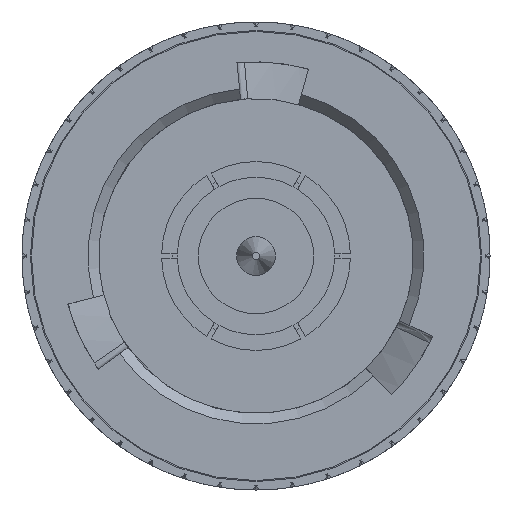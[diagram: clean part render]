
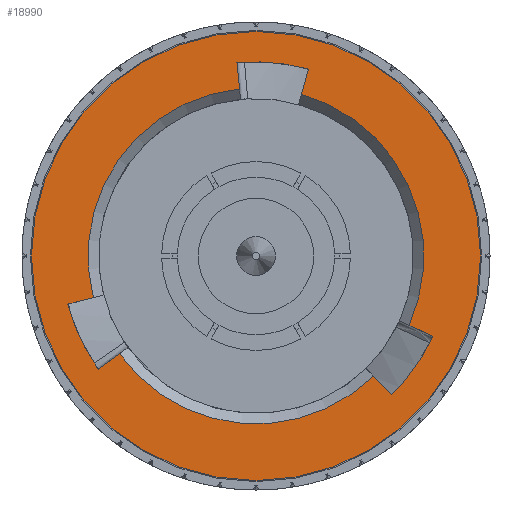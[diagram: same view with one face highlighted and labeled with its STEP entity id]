
A CAD part, left-side view. The second image highlights one B-rep face of the part: STEP entity #18990.
In plain terms, the highlighted planar face has unit normal (-1, 0, 0).
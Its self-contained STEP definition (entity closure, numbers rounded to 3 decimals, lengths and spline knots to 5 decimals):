
#2354 = VECTOR ( 'NONE', #114358, 39.37008 ) ;
#2649 = LINE ( 'NONE', #63588, #53338 ) ;
#5055 = CARTESIAN_POINT ( 'NONE',  ( 0., -0.04049, 0.14443 ) ) ;
#5256 = ORIENTED_EDGE ( 'NONE', *, *, #16648, .F. ) ;
#9122 = DIRECTION ( 'NONE',  ( -1., 0., 0. ) ) ;
#15137 = DIRECTION ( 'NONE',  ( 0., 0., -1. ) ) ;
#15366 = VERTEX_POINT ( 'NONE', #143589 ) ;
#15465 = VECTOR ( 'NONE', #133172, 39.37008 ) ;
#16648 = EDGE_CURVE ( 'NONE', #68309, #77351, #116435, .T. ) ;
#18990 = ADVANCED_FACE ( 'NONE', ( #107166, #46309 ), #128854, .F. ) ;
#19989 = DIRECTION ( 'NONE',  ( 1., 0., 0. ) ) ;
#20701 = CIRCLE ( 'NONE', #118064, 0.16 ) ;
#21043 = VECTOR ( 'NONE', #132319, 39.37008 ) ;
#22653 = ORIENTED_EDGE ( 'NONE', *, *, #117589, .T. ) ;
#23646 = CARTESIAN_POINT ( 'NONE',  ( 0., -0.14575, -0.06602 ) ) ;
#29526 = CARTESIAN_POINT ( 'NONE',  ( 0., 0., 0. ) ) ;
#30980 = VERTEX_POINT ( 'NONE', #51162 ) ;
#31534 = EDGE_CURVE ( 'NONE', #143714, #30980, #2649, .T. ) ;
#34787 = VERTEX_POINT ( 'NONE', #47606 ) ;
#35611 = EDGE_CURVE ( 'NONE', #145776, #143714, #43207, .T. ) ;
#35940 = EDGE_LOOP ( 'NONE', ( #5256, #93685, #79372, #71575, #82942, #154711, #123715, #122148, #113769, #132568, #67548, #38009 ) ) ;
#36271 = VERTEX_POINT ( 'NONE', #23646 ) ;
#37974 = VECTOR ( 'NONE', #43499, 39.37008 ) ;
#38009 = ORIENTED_EDGE ( 'NONE', *, *, #149962, .F. ) ;
#39515 = DIRECTION ( 'NONE',  ( 0., 0., -1. ) ) ;
#41344 = DIRECTION ( 'NONE',  ( -1., 0., 0. ) ) ;
#43207 = CIRCLE ( 'NONE', #132789, 0.185 ) ;
#43499 = DIRECTION ( 'NONE',  ( 0., -0.27, 0.963 ) ) ;
#43746 = CARTESIAN_POINT ( 'NONE',  ( 0., 0., 0. ) ) ;
#43908 = DIRECTION ( 'NONE',  ( 0., 1., 0. ) ) ;
#46309 = FACE_OUTER_BOUND ( 'NONE', #61501, .T. ) ;
#46597 = VECTOR ( 'NONE', #69689, 39.37008 ) ;
#47224 = CARTESIAN_POINT ( 'NONE',  ( 0., 0.12192, -0.08738 ) ) ;
#47604 = CARTESIAN_POINT ( 'NONE',  ( 0., -0.04994, 0.17813 ) ) ;
#47606 = CARTESIAN_POINT ( 'NONE',  ( 0., 0., 0.214 ) ) ;
#48858 = EDGE_CURVE ( 'NONE', #15366, #145776, #114850, .T. ) ;
#49814 = CARTESIAN_POINT ( 'NONE',  ( 0., 0.13005, -0.09321 ) ) ;
#51162 = CARTESIAN_POINT ( 'NONE',  ( 0., 0.0157, 0.15923 ) ) ;
#53338 = VECTOR ( 'NONE', #148518, 39.37008 ) ;
#53804 = EDGE_CURVE ( 'NONE', #73805, #86439, #68605, .T. ) ;
#54389 = DIRECTION ( 'NONE',  ( 1., 0., 0. ) ) ;
#55310 = DIRECTION ( 'NONE',  ( 0., 0., -1. ) ) ;
#59484 = CARTESIAN_POINT ( 'NONE',  ( 0., -0.10484, -0.10728 ) ) ;
#61501 = EDGE_LOOP ( 'NONE', ( #22653 ) ) ;
#61888 = CARTESIAN_POINT ( 'NONE',  ( 0., -0.11183, -0.11443 ) ) ;
#63588 = CARTESIAN_POINT ( 'NONE',  ( 0., 0.01472, 0.14928 ) ) ;
#64358 = CARTESIAN_POINT ( 'NONE',  ( 0., 0., 0. ) ) ;
#66197 = EDGE_CURVE ( 'NONE', #152291, #73805, #102296, .T. ) ;
#67006 = DIRECTION ( 'NONE',  ( -1., 0., 0. ) ) ;
#67548 = ORIENTED_EDGE ( 'NONE', *, *, #146757, .T. ) ;
#67789 = DIRECTION ( 'NONE',  ( 0., 0.5, 0.866 ) ) ;
#68309 = VERTEX_POINT ( 'NONE', #74843 ) ;
#68605 = CIRCLE ( 'NONE', #78898, 0.185 ) ;
#69689 = DIRECTION ( 'NONE',  ( 0., -0.813, 0.583 ) ) ;
#71575 = ORIENTED_EDGE ( 'NONE', *, *, #151074, .F. ) ;
#73805 = VERTEX_POINT ( 'NONE', #76331 ) ;
#74843 = CARTESIAN_POINT ( 'NONE',  ( 0., -0.1293, -0.13231 ) ) ;
#75582 = DIRECTION ( 'NONE',  ( 1., 0., 0. ) ) ;
#76331 = CARTESIAN_POINT ( 'NONE',  ( 0., 0.17924, -0.04582 ) ) ;
#77351 = VERTEX_POINT ( 'NONE', #138293 ) ;
#78898 = AXIS2_PLACEMENT_3D ( 'NONE', #154969, #9122, #155769 ) ;
#79372 = ORIENTED_EDGE ( 'NONE', *, *, #130324, .T. ) ;
#82942 = ORIENTED_EDGE ( 'NONE', *, *, #53804, .F. ) ;
#84724 = DIRECTION ( 'NONE',  ( 0., 0.5, -0.866 ) ) ;
#86439 = VERTEX_POINT ( 'NONE', #103660 ) ;
#92070 = CIRCLE ( 'NONE', #115212, 0.214 ) ;
#92748 = AXIS2_PLACEMENT_3D ( 'NONE', #64358, #75582, #39515 ) ;
#92898 = LINE ( 'NONE', #47224, #46597 ) ;
#92901 = CARTESIAN_POINT ( 'NONE',  ( 0., 0., 0. ) ) ;
#93685 = ORIENTED_EDGE ( 'NONE', *, *, #122897, .F. ) ;
#94468 = CARTESIAN_POINT ( 'NONE',  ( 0., 0.15502, -0.03963 ) ) ;
#95501 = LINE ( 'NONE', #59484, #15465 ) ;
#97912 = CIRCLE ( 'NONE', #92748, 0.16 ) ;
#102296 = LINE ( 'NONE', #126390, #2354 ) ;
#103660 = CARTESIAN_POINT ( 'NONE',  ( 0., 0.15037, -0.10777 ) ) ;
#104557 = DIRECTION ( 'NONE',  ( 0., 0., 1. ) ) ;
#107166 = FACE_BOUND ( 'NONE', #35940, .T. ) ;
#113522 = CARTESIAN_POINT ( 'NONE',  ( 0., 0.01815, 0.18411 ) ) ;
#113769 = ORIENTED_EDGE ( 'NONE', *, *, #35611, .F. ) ;
#114358 = DIRECTION ( 'NONE',  ( 0., 0.969, -0.248 ) ) ;
#114850 = LINE ( 'NONE', #5055, #37974 ) ;
#115212 = AXIS2_PLACEMENT_3D ( 'NONE', #135137, #41344, #104557 ) ;
#116435 = CIRCLE ( 'NONE', #126647, 0.185 ) ;
#117057 = VERTEX_POINT ( 'NONE', #49814 ) ;
#117589 = EDGE_CURVE ( 'NONE', #34787, #34787, #92070, .T. ) ;
#118064 = AXIS2_PLACEMENT_3D ( 'NONE', #29526, #54389, #15137 ) ;
#122148 = ORIENTED_EDGE ( 'NONE', *, *, #31534, .F. ) ;
#122396 = CARTESIAN_POINT ( 'NONE',  ( 0., 0., 0. ) ) ;
#122897 = EDGE_CURVE ( 'NONE', #124869, #68309, #95501, .T. ) ;
#123715 = ORIENTED_EDGE ( 'NONE', *, *, #158060, .T. ) ;
#124869 = VERTEX_POINT ( 'NONE', #61888 ) ;
#126390 = CARTESIAN_POINT ( 'NONE',  ( 0., 0.14533, -0.03715 ) ) ;
#126647 = AXIS2_PLACEMENT_3D ( 'NONE', #43746, #67006, #67789 ) ;
#128854 = PLANE ( 'NONE',  #157412 ) ;
#129639 = DIRECTION ( 'NONE',  ( 1., 0., 0. ) ) ;
#130324 = EDGE_CURVE ( 'NONE', #124869, #117057, #20701, .T. ) ;
#132319 = DIRECTION ( 'NONE',  ( 0., 0.911, 0.413 ) ) ;
#132568 = ORIENTED_EDGE ( 'NONE', *, *, #48858, .F. ) ;
#132789 = AXIS2_PLACEMENT_3D ( 'NONE', #122396, #132820, #84724 ) ;
#132820 = DIRECTION ( 'NONE',  ( -1., 0., 0. ) ) ;
#133172 = DIRECTION ( 'NONE',  ( 0., -0.699, -0.715 ) ) ;
#135137 = CARTESIAN_POINT ( 'NONE',  ( 0., 0., 0. ) ) ;
#138293 = CARTESIAN_POINT ( 'NONE',  ( 0., -0.16852, -0.07633 ) ) ;
#138749 = AXIS2_PLACEMENT_3D ( 'NONE', #92901, #19989, #55310 ) ;
#143589 = CARTESIAN_POINT ( 'NONE',  ( 0., -0.04319, 0.15406 ) ) ;
#143714 = VERTEX_POINT ( 'NONE', #113522 ) ;
#145776 = VERTEX_POINT ( 'NONE', #47604 ) ;
#146757 = EDGE_CURVE ( 'NONE', #15366, #36271, #151457, .T. ) ;
#148518 = DIRECTION ( 'NONE',  ( 0., -0.098, -0.995 ) ) ;
#149962 = EDGE_CURVE ( 'NONE', #77351, #36271, #157158, .T. ) ;
#151074 = EDGE_CURVE ( 'NONE', #86439, #117057, #92898, .T. ) ;
#151457 = CIRCLE ( 'NONE', #138749, 0.16 ) ;
#152291 = VERTEX_POINT ( 'NONE', #94468 ) ;
#153671 = CARTESIAN_POINT ( 'NONE',  ( 0., 0.214, 0. ) ) ;
#154711 = ORIENTED_EDGE ( 'NONE', *, *, #66197, .F. ) ;
#154768 = CARTESIAN_POINT ( 'NONE',  ( 0., -0.13664, -0.06189 ) ) ;
#154969 = CARTESIAN_POINT ( 'NONE',  ( 0., 0., 0. ) ) ;
#155769 = DIRECTION ( 'NONE',  ( 0., -1., 0. ) ) ;
#157158 = LINE ( 'NONE', #154768, #21043 ) ;
#157412 = AXIS2_PLACEMENT_3D ( 'NONE', #153671, #129639, #43908 ) ;
#158060 = EDGE_CURVE ( 'NONE', #152291, #30980, #97912, .T. ) ;
